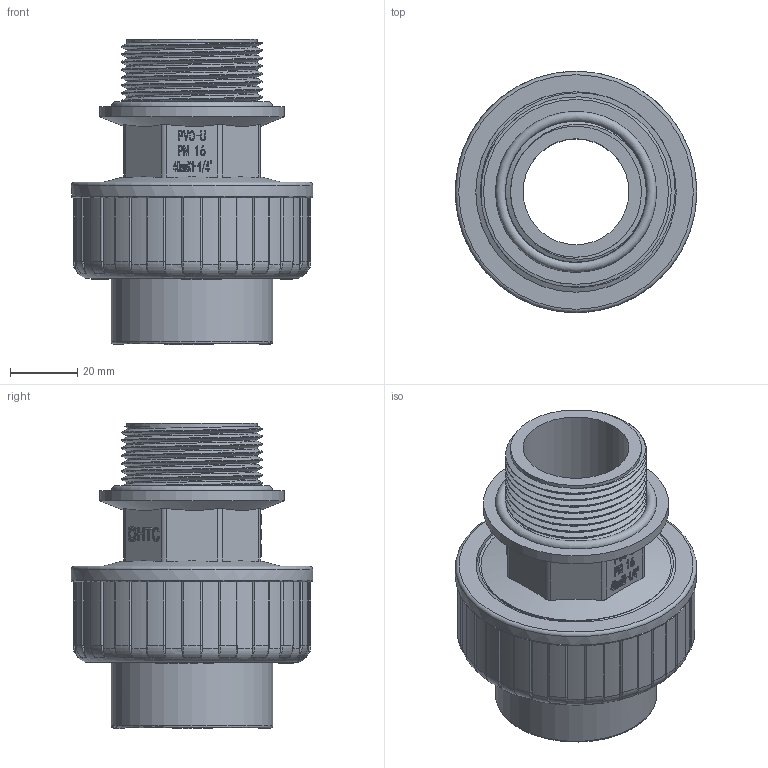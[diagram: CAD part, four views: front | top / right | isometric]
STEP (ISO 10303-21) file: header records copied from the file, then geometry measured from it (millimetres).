
FILE_DESCRIPTION(/* description */ (''),/* implementation_level */ '2;1');
FILE_NAME(/* name */ '40x1-1÷4.stp',/* time_stamp */ '2026-01-08T15:04:57+08:00',/* author */ (''),/* organization */ (''),/* preprocessor_version */ 'ST-DEVELOPER v16.7',/* originating_system */ 'SIEMENS PLM Software NX 12.0',/* authorisation */ '');
FILE_SCHEMA (('AUTOMOTIVE_DESIGN { 1 0 10303 214 3 1 1 1 }'));
Products named in the file (1): Admi0E605FEAis38
Bounding box: 71.8 x 71.8 x 90.81 mm (x, y, z)
Volume: 121962 mm3; surface area: 58488.3 mm2
Topology: 5 solids, 5 shells, 1646 faces, 4546 edges, 2998 vertices
Faces by surface type: plane 1224, extrusion 190, cylinder 148, bspline 49, torus 32, cone 3
Full cylindrical faces by diameter (mm): 1.3 x1, 1.5 x1, 1.95 x1, 2.207 x1, 2.25 x1, 3.007 x1, 31.5 x1, 31.9 x1, 38.952 x9, 40 x2, 48 x1, 50 x2, 51.5 x1, 52 x1, 55 x1, 55.9 x1, 56.656 x7, 59.614 x8, 71.8 x1
Entity records: 62771 total; most frequent: CARTESIAN_POINT 23597, ORIENTED_EDGE 8844, DIRECTION 6627, EDGE_CURVE 4422, VECTOR 3267, LINE 3077, VERTEX_POINT 2935, EDGE_LOOP 1754
